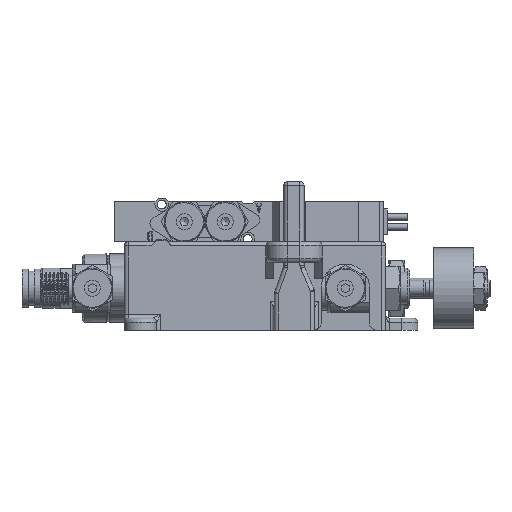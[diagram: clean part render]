
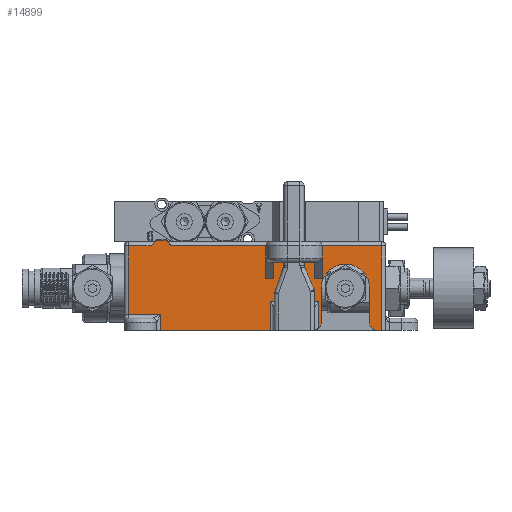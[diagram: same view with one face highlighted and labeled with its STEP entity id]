
A CAD part, left-side view. The second image highlights one B-rep face of the part: STEP entity #14899.
In plain terms, the highlighted planar face has unit normal (-1, 0, 0).
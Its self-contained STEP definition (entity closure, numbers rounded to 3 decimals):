
#1385=PLANE('',#16499);
#2120=FACE_OUTER_BOUND('',#3073,.T.);
#3073=EDGE_LOOP('',(#12737,#12738,#12739,#12740,#12741,#12742,#12743,#12744,
#12745,#12746,#12747,#12748,#12749,#12750,#12751,#12752,#12753,#12754,#12755,
#12756,#12757,#12758,#12759,#12760,#12761,#12762,#12763));
#4132=LINE('',#25678,#5383);
#4133=LINE('',#25681,#5384);
#4215=LINE('',#25955,#5466);
#4226=LINE('',#25986,#5477);
#4232=LINE('',#26009,#5483);
#4233=LINE('',#26011,#5484);
#4234=LINE('',#26013,#5485);
#4235=LINE('',#26014,#5486);
#4236=LINE('',#26016,#5487);
#4237=LINE('',#26018,#5488);
#4238=LINE('',#26020,#5489);
#4239=LINE('',#26022,#5490);
#4240=LINE('',#26023,#5491);
#4241=LINE('',#26025,#5492);
#4242=LINE('',#26027,#5493);
#4243=LINE('',#26029,#5494);
#4244=LINE('',#26031,#5495);
#4245=LINE('',#26033,#5496);
#4246=LINE('',#26035,#5497);
#4247=LINE('',#26037,#5498);
#4248=LINE('',#26038,#5499);
#4249=LINE('',#26040,#5500);
#4250=LINE('',#26042,#5501);
#4251=LINE('',#26043,#5502);
#5383=VECTOR('',#19733,10.);
#5384=VECTOR('',#19736,10.);
#5466=VECTOR('',#19940,10.);
#5477=VECTOR('',#19965,10.);
#5483=VECTOR('',#19989,10.);
#5484=VECTOR('',#19990,10.);
#5485=VECTOR('',#19991,10.);
#5486=VECTOR('',#19992,10.);
#5487=VECTOR('',#19993,10.);
#5488=VECTOR('',#19994,10.);
#5489=VECTOR('',#19995,10.);
#5490=VECTOR('',#19996,10.);
#5491=VECTOR('',#19997,10.);
#5492=VECTOR('',#19998,10.);
#5493=VECTOR('',#19999,10.);
#5494=VECTOR('',#20000,10.);
#5495=VECTOR('',#20001,10.);
#5496=VECTOR('',#20002,10.);
#5497=VECTOR('',#20003,10.);
#5498=VECTOR('',#20004,10.);
#5499=VECTOR('',#20005,10.);
#5500=VECTOR('',#20006,10.);
#5501=VECTOR('',#20007,10.);
#5502=VECTOR('',#20008,10.);
#6273=CIRCLE('',#16483,2.);
#6283=CIRCLE('',#16498,2.);
#6284=CIRCLE('',#16500,6.);
#7307=VERTEX_POINT('',#25654);
#7311=VERTEX_POINT('',#25670);
#7313=VERTEX_POINT('',#25676);
#7314=VERTEX_POINT('',#25680);
#7409=VERTEX_POINT('',#25921);
#7410=VERTEX_POINT('',#25923);
#7415=VERTEX_POINT('',#25953);
#7427=VERTEX_POINT('',#25983);
#7428=VERTEX_POINT('',#25985);
#7434=VERTEX_POINT('',#26001);
#7435=VERTEX_POINT('',#26002);
#7436=VERTEX_POINT('',#26007);
#7437=VERTEX_POINT('',#26010);
#7438=VERTEX_POINT('',#26012);
#7439=VERTEX_POINT('',#26015);
#7440=VERTEX_POINT('',#26017);
#7441=VERTEX_POINT('',#26019);
#7442=VERTEX_POINT('',#26021);
#7443=VERTEX_POINT('',#26024);
#7444=VERTEX_POINT('',#26026);
#7445=VERTEX_POINT('',#26028);
#7446=VERTEX_POINT('',#26030);
#7447=VERTEX_POINT('',#26032);
#7448=VERTEX_POINT('',#26034);
#7449=VERTEX_POINT('',#26036);
#7450=VERTEX_POINT('',#26039);
#7451=VERTEX_POINT('',#26041);
#9128=EDGE_CURVE('',#7311,#7313,#4132,.T.);
#9129=EDGE_CURVE('',#7314,#7307,#4133,.T.);
#9245=EDGE_CURVE('',#7409,#7410,#6273,.T.);
#9252=EDGE_CURVE('',#7415,#7409,#4215,.T.);
#9268=EDGE_CURVE('',#7428,#7427,#4226,.T.);
#9276=EDGE_CURVE('',#7434,#7435,#6283,.T.);
#9279=EDGE_CURVE('',#7436,#7415,#6284,.T.);
#9280=EDGE_CURVE('',#7435,#7436,#4232,.T.);
#9281=EDGE_CURVE('',#7437,#7434,#4233,.T.);
#9282=EDGE_CURVE('',#7438,#7437,#4234,.T.);
#9283=EDGE_CURVE('',#7311,#7438,#4235,.T.);
#9284=EDGE_CURVE('',#7439,#7313,#4236,.T.);
#9285=EDGE_CURVE('',#7439,#7440,#4237,.T.);
#9286=EDGE_CURVE('',#7441,#7440,#4238,.T.);
#9287=EDGE_CURVE('',#7441,#7442,#4239,.T.);
#9288=EDGE_CURVE('',#7314,#7442,#4240,.T.);
#9289=EDGE_CURVE('',#7443,#7307,#4241,.T.);
#9290=EDGE_CURVE('',#7444,#7443,#4242,.T.);
#9291=EDGE_CURVE('',#7445,#7444,#4243,.T.);
#9292=EDGE_CURVE('',#7446,#7445,#4244,.T.);
#9293=EDGE_CURVE('',#7447,#7446,#4245,.T.);
#9294=EDGE_CURVE('',#7448,#7447,#4246,.T.);
#9295=EDGE_CURVE('',#7449,#7448,#4247,.T.);
#9296=EDGE_CURVE('',#7428,#7449,#4248,.T.);
#9297=EDGE_CURVE('',#7450,#7427,#4249,.T.);
#9298=EDGE_CURVE('',#7451,#7450,#4250,.T.);
#9299=EDGE_CURVE('',#7410,#7451,#4251,.T.);
#12737=ORIENTED_EDGE('',*,*,#9245,.F.);
#12738=ORIENTED_EDGE('',*,*,#9252,.F.);
#12739=ORIENTED_EDGE('',*,*,#9279,.F.);
#12740=ORIENTED_EDGE('',*,*,#9280,.F.);
#12741=ORIENTED_EDGE('',*,*,#9276,.F.);
#12742=ORIENTED_EDGE('',*,*,#9281,.F.);
#12743=ORIENTED_EDGE('',*,*,#9282,.F.);
#12744=ORIENTED_EDGE('',*,*,#9283,.F.);
#12745=ORIENTED_EDGE('',*,*,#9128,.T.);
#12746=ORIENTED_EDGE('',*,*,#9284,.F.);
#12747=ORIENTED_EDGE('',*,*,#9285,.T.);
#12748=ORIENTED_EDGE('',*,*,#9286,.F.);
#12749=ORIENTED_EDGE('',*,*,#9287,.T.);
#12750=ORIENTED_EDGE('',*,*,#9288,.F.);
#12751=ORIENTED_EDGE('',*,*,#9129,.T.);
#12752=ORIENTED_EDGE('',*,*,#9289,.F.);
#12753=ORIENTED_EDGE('',*,*,#9290,.F.);
#12754=ORIENTED_EDGE('',*,*,#9291,.F.);
#12755=ORIENTED_EDGE('',*,*,#9292,.F.);
#12756=ORIENTED_EDGE('',*,*,#9293,.F.);
#12757=ORIENTED_EDGE('',*,*,#9294,.F.);
#12758=ORIENTED_EDGE('',*,*,#9295,.F.);
#12759=ORIENTED_EDGE('',*,*,#9296,.F.);
#12760=ORIENTED_EDGE('',*,*,#9268,.T.);
#12761=ORIENTED_EDGE('',*,*,#9297,.F.);
#12762=ORIENTED_EDGE('',*,*,#9298,.F.);
#12763=ORIENTED_EDGE('',*,*,#9299,.F.);
#14899=ADVANCED_FACE('',(#2120),#1385,.T.);
#16483=AXIS2_PLACEMENT_3D('',#25924,#19932,#19933);
#16498=AXIS2_PLACEMENT_3D('',#26003,#19981,#19982);
#16499=AXIS2_PLACEMENT_3D('',#26006,#19985,#19986);
#16500=AXIS2_PLACEMENT_3D('',#26008,#19987,#19988);
#19733=DIRECTION('',(0.,0.,-1.));
#19736=DIRECTION('',(0.,0.,1.));
#19932=DIRECTION('center_axis',(1.,0.,0.));
#19933=DIRECTION('ref_axis',(0.,-0.707,-0.707));
#19940=DIRECTION('',(0.,0.,-1.));
#19965=DIRECTION('',(0.,-1.,0.));
#19981=DIRECTION('center_axis',(1.,0.,0.));
#19982=DIRECTION('ref_axis',(0.,0.707,-0.707));
#19985=DIRECTION('center_axis',(-1.,0.,0.));
#19986=DIRECTION('ref_axis',(0.,1.,0.));
#19987=DIRECTION('center_axis',(-1.,0.,0.));
#19988=DIRECTION('ref_axis',(0.,-1.,0.));
#19989=DIRECTION('',(0.,0.,1.));
#19990=DIRECTION('',(0.,1.,0.));
#19991=DIRECTION('',(0.,0.,-1.));
#19992=DIRECTION('',(0.,-1.,0.));
#19993=DIRECTION('',(0.,-1.,0.));
#19994=DIRECTION('',(0.,0.,1.));
#19995=DIRECTION('',(0.,-1.,0.));
#19996=DIRECTION('',(0.,0.,-1.));
#19997=DIRECTION('',(0.,-1.,0.));
#19998=DIRECTION('',(0.,-1.,0.));
#19999=DIRECTION('',(0.,-0.707,-0.707));
#20000=DIRECTION('',(0.,-1.,0.));
#20001=DIRECTION('',(0.,-0.707,0.707));
#20002=DIRECTION('',(0.,-1.,0.));
#20003=DIRECTION('',(0.,0.,1.));
#20004=DIRECTION('',(0.,1.,0.));
#20005=DIRECTION('',(0.,0.,1.));
#20006=DIRECTION('',(0.,0.,-1.));
#20007=DIRECTION('',(0.,1.,0.));
#20008=DIRECTION('',(0.,0.,1.));
#25654=CARTESIAN_POINT('',(-22.5,27.8,21.5));
#25670=CARTESIAN_POINT('',(-22.5,13.8,21.5));
#25676=CARTESIAN_POINT('',(-22.5,13.8,13.5));
#25678=CARTESIAN_POINT('',(-22.5,13.8,22.5));
#25680=CARTESIAN_POINT('',(-22.5,27.8,13.5));
#25681=CARTESIAN_POINT('',(-22.5,27.8,22.5));
#25921=CARTESIAN_POINT('',(-22.5,14.,2.5));
#25923=CARTESIAN_POINT('',(-22.5,14.7,0.98));
#25924=CARTESIAN_POINT('Origin',(-22.5,16.,2.5));
#25953=CARTESIAN_POINT('',(-22.5,14.,11.));
#25955=CARTESIAN_POINT('',(-22.5,14.,11.));
#25983=CARTESIAN_POINT('',(-22.5,26.7,0.5));
#25985=CARTESIAN_POINT('',(-22.5,54.,0.5));
#25986=CARTESIAN_POINT('',(-22.5,63.,0.5));
#26001=CARTESIAN_POINT('',(-22.5,0.,0.5));
#26002=CARTESIAN_POINT('',(-22.5,2.,2.5));
#26003=CARTESIAN_POINT('Origin',(-22.5,0.,
2.5));
#26006=CARTESIAN_POINT('Origin',(-22.5,-2.,22.5));
#26007=CARTESIAN_POINT('',(-22.5,2.,11.));
#26008=CARTESIAN_POINT('Origin',(-22.5,8.,11.));
#26009=CARTESIAN_POINT('',(-22.5,2.,-9.));
#26010=CARTESIAN_POINT('',(-22.5,-1.,0.5));
#26011=CARTESIAN_POINT('',(-22.5,-2.,0.5));
#26012=CARTESIAN_POINT('',(-22.5,-1.,21.5));
#26013=CARTESIAN_POINT('',(-22.5,-1.,22.5));
#26014=CARTESIAN_POINT('',(-22.5,14.25,21.5));
#26015=CARTESIAN_POINT('',(-22.5,15.8,13.5));
#26016=CARTESIAN_POINT('',(-22.5,11.56,13.5));
#26017=CARTESIAN_POINT('',(-22.5,15.8,21.5));
#26018=CARTESIAN_POINT('',(-22.5,15.8,22.5));
#26019=CARTESIAN_POINT('',(-22.5,25.8,21.5));
#26020=CARTESIAN_POINT('',(-22.5,14.25,21.5));
#26021=CARTESIAN_POINT('',(-22.5,25.8,13.5));
#26022=CARTESIAN_POINT('',(-22.5,25.8,22.5));
#26023=CARTESIAN_POINT('',(-22.5,11.56,13.5));
#26024=CARTESIAN_POINT('',(-22.5,51.241,21.5));
#26025=CARTESIAN_POINT('',(-22.5,14.25,21.5));
#26026=CARTESIAN_POINT('',(-22.5,52.641,22.9));
#26027=CARTESIAN_POINT('',(-22.5,38.646,8.904));
#26028=CARTESIAN_POINT('',(-22.5,54.959,22.9));
#26029=CARTESIAN_POINT('',(-22.5,25.3,22.9));
#26030=CARTESIAN_POINT('',(-22.5,56.359,21.5));
#26031=CARTESIAN_POINT('',(-22.5,40.804,37.054));
#26032=CARTESIAN_POINT('',(-22.5,62.,21.5));
#26033=CARTESIAN_POINT('',(-22.5,14.25,21.5));
#26034=CARTESIAN_POINT('',(-22.5,62.,4.5));
#26035=CARTESIAN_POINT('',(-22.5,62.,22.5));
#26036=CARTESIAN_POINT('',(-22.5,54.,4.5));
#26037=CARTESIAN_POINT('',(-22.5,28.5,4.5));
#26038=CARTESIAN_POINT('',(-22.5,54.,11.5));
#26039=CARTESIAN_POINT('',(-22.5,26.7,7.74));
#26040=CARTESIAN_POINT('',(-22.5,26.7,20.75));
#26041=CARTESIAN_POINT('',(-22.5,14.7,7.74));
#26042=CARTESIAN_POINT('',(-22.5,9.35,7.74));
#26043=CARTESIAN_POINT('',(-22.5,14.7,20.75));
